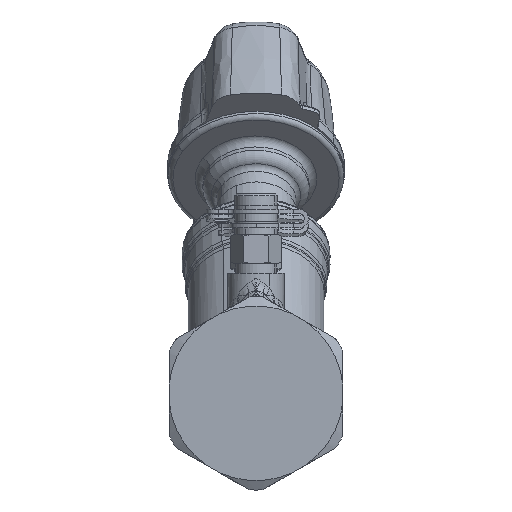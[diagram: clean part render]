
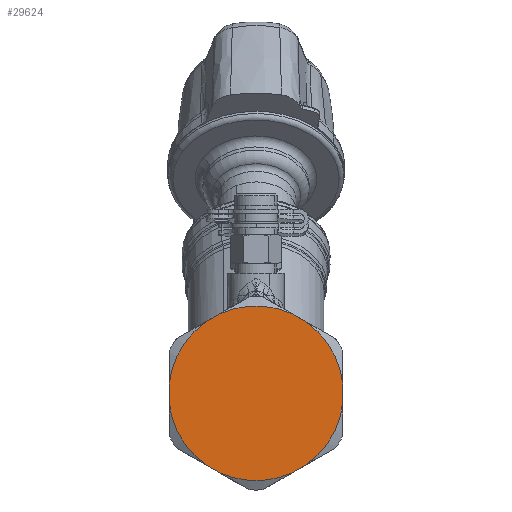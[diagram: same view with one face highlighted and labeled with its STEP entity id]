
A CAD part, front view. The second image highlights one B-rep face of the part: STEP entity #29624.
In plain terms, the highlighted planar face has unit normal (0, -1, 0).
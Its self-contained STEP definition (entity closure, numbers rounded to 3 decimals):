
#20672=CARTESIAN_POINT('Vertex',(27.875,-64.25,2.643)) ;
#20675=CARTESIAN_POINT('Line Origine',(27.875,-64.25,0.)) ;
#20679=CARTESIAN_POINT('Vertex',(27.875,-64.25,-2.643)) ;
#20727=CARTESIAN_POINT('Axis2P3D Location',(0.,-64.25,0.)) ;
#20731=CARTESIAN_POINT('Vertex',(16.226,-64.25,-22.819)) ;
#20750=CARTESIAN_POINT('Line Origine',(13.938,-64.25,-24.14)) ;
#20754=CARTESIAN_POINT('Vertex',(11.649,-64.25,-25.462)) ;
#20805=CARTESIAN_POINT('Axis2P3D Location',(0.,-64.25,0.)) ;
#20809=CARTESIAN_POINT('Vertex',(-11.649,-64.25,-25.462)) ;
#20828=CARTESIAN_POINT('Line Origine',(-13.938,-64.25,-24.14)) ;
#20832=CARTESIAN_POINT('Vertex',(-16.226,-64.25,-22.819)) ;
#20875=CARTESIAN_POINT('Axis2P3D Location',(0.,-64.25,0.)) ;
#20879=CARTESIAN_POINT('Vertex',(-27.875,-64.25,-2.643)) ;
#20898=CARTESIAN_POINT('Line Origine',(-27.875,-64.25,0.)) ;
#20902=CARTESIAN_POINT('Vertex',(-27.875,-64.25,2.643)) ;
#28766=CARTESIAN_POINT('Axis2P3D Location',(0.,-64.25,0.)) ;
#28770=CARTESIAN_POINT('Vertex',(16.226,-64.25,22.819)) ;
#29556=CARTESIAN_POINT('Axis2P3D Location',(0.,-64.25,0.)) ;
#29560=CARTESIAN_POINT('Vertex',(-11.649,-64.25,25.462)) ;
#29562=CARTESIAN_POINT('Vertex',(11.649,-64.25,25.462)) ;
#29588=CARTESIAN_POINT('Axis2P3D Location',(0.,-64.25,24.6)) ;
#29593=CARTESIAN_POINT('Line Origine',(13.938,-64.25,24.14)) ;
#29598=CARTESIAN_POINT('Line Origine',(-13.938,-64.25,24.14)) ;
#29602=CARTESIAN_POINT('Vertex',(-16.226,-64.25,22.819)) ;
#29605=CARTESIAN_POINT('Axis2P3D Location',(0.,-64.25,0.)) ;
#20676=DIRECTION('Vector Direction',(0.,0.,-1.)) ;
#20728=DIRECTION('Axis2P3D Direction',(0.,1.,0.)) ;
#20751=DIRECTION('Vector Direction',(0.866,0.,0.5)) ;
#20806=DIRECTION('Axis2P3D Direction',(0.,1.,0.)) ;
#20829=DIRECTION('Vector Direction',(-0.866,0.,0.5)) ;
#20876=DIRECTION('Axis2P3D Direction',(0.,1.,0.)) ;
#20899=DIRECTION('Vector Direction',(0.,0.,1.)) ;
#28767=DIRECTION('Axis2P3D Direction',(0.,1.,0.)) ;
#29557=DIRECTION('Axis2P3D Direction',(0.,1.,0.)) ;
#29589=DIRECTION('Axis2P3D Direction',(-0.,1.,0.)) ;
#29590=DIRECTION('Axis2P3D XDirection',(1.,0.,0.)) ;
#29594=DIRECTION('Vector Direction',(0.866,0.,-0.5)) ;
#29599=DIRECTION('Vector Direction',(-0.866,0.,-0.5)) ;
#29606=DIRECTION('Axis2P3D Direction',(-0.,1.,0.)) ;
#20729=AXIS2_PLACEMENT_3D('Circle Axis2P3D',#20727,#20728,$) ;
#20807=AXIS2_PLACEMENT_3D('Circle Axis2P3D',#20805,#20806,$) ;
#20877=AXIS2_PLACEMENT_3D('Circle Axis2P3D',#20875,#20876,$) ;
#28768=AXIS2_PLACEMENT_3D('Circle Axis2P3D',#28766,#28767,$) ;
#29558=AXIS2_PLACEMENT_3D('Circle Axis2P3D',#29556,#29557,$) ;
#29591=AXIS2_PLACEMENT_3D('Plane Axis2P3D',#29588,#29589,#29590) ;
#29607=AXIS2_PLACEMENT_3D('Circle Axis2P3D',#29605,#29606,$) ;
#29611=ORIENTED_EDGE('',*,*,#20881,.F.) ;
#29612=ORIENTED_EDGE('',*,*,#20834,.F.) ;
#29613=ORIENTED_EDGE('',*,*,#20811,.F.) ;
#29614=ORIENTED_EDGE('',*,*,#20756,.T.) ;
#29615=ORIENTED_EDGE('',*,*,#20733,.F.) ;
#29616=ORIENTED_EDGE('',*,*,#20681,.F.) ;
#29617=ORIENTED_EDGE('',*,*,#28772,.F.) ;
#29618=ORIENTED_EDGE('',*,*,#29597,.F.) ;
#29619=ORIENTED_EDGE('',*,*,#29564,.F.) ;
#29620=ORIENTED_EDGE('',*,*,#29604,.T.) ;
#29621=ORIENTED_EDGE('',*,*,#29609,.F.) ;
#29622=ORIENTED_EDGE('',*,*,#20904,.F.) ;
#20677=VECTOR('Line Direction',#20676,1.) ;
#20752=VECTOR('Line Direction',#20751,1.) ;
#20830=VECTOR('Line Direction',#20829,1.) ;
#20900=VECTOR('Line Direction',#20899,1.) ;
#29595=VECTOR('Line Direction',#29594,1.) ;
#29600=VECTOR('Line Direction',#29599,1.) ;
#29624=ADVANCED_FACE('PartBody',(#29623),#29592,.F.) ;
#20730=CIRCLE('generated circle',#20729,28.) ;
#20808=CIRCLE('generated circle',#20807,28.) ;
#20878=CIRCLE('generated circle',#20877,28.) ;
#28769=CIRCLE('generated circle',#28768,28.) ;
#29559=CIRCLE('generated circle',#29558,28.) ;
#29608=CIRCLE('generated circle',#29607,28.) ;
#20681=EDGE_CURVE('',#20673,#20680,#20678,.T.) ;
#20733=EDGE_CURVE('',#20680,#20732,#20730,.T.) ;
#20756=EDGE_CURVE('',#20755,#20732,#20753,.T.) ;
#20811=EDGE_CURVE('',#20755,#20810,#20808,.T.) ;
#20834=EDGE_CURVE('',#20810,#20833,#20831,.T.) ;
#20881=EDGE_CURVE('',#20833,#20880,#20878,.T.) ;
#20904=EDGE_CURVE('',#20880,#20903,#20901,.T.) ;
#28772=EDGE_CURVE('',#28771,#20673,#28769,.T.) ;
#29564=EDGE_CURVE('',#29561,#29563,#29559,.T.) ;
#29597=EDGE_CURVE('',#29563,#28771,#29596,.T.) ;
#29604=EDGE_CURVE('',#29561,#29603,#29601,.T.) ;
#29609=EDGE_CURVE('',#20903,#29603,#29608,.T.) ;
#29610=EDGE_LOOP('',(#29611,#29612,#29613,#29614,#29615,#29616,#29617,#29618,#29619,#29620,#29621,#29622)) ;
#29623=FACE_OUTER_BOUND('',#29610,.T.) ;
#20678=LINE('Line',#20675,#20677) ;
#20753=LINE('Line',#20750,#20752) ;
#20831=LINE('Line',#20828,#20830) ;
#20901=LINE('Line',#20898,#20900) ;
#29596=LINE('Line',#29593,#29595) ;
#29601=LINE('Line',#29598,#29600) ;
#29592=PLANE('',#29591) ;
#20673=VERTEX_POINT('',#20672) ;
#20680=VERTEX_POINT('',#20679) ;
#20732=VERTEX_POINT('',#20731) ;
#20755=VERTEX_POINT('',#20754) ;
#20810=VERTEX_POINT('',#20809) ;
#20833=VERTEX_POINT('',#20832) ;
#20880=VERTEX_POINT('',#20879) ;
#20903=VERTEX_POINT('',#20902) ;
#28771=VERTEX_POINT('',#28770) ;
#29561=VERTEX_POINT('',#29560) ;
#29563=VERTEX_POINT('',#29562) ;
#29603=VERTEX_POINT('',#29602) ;
